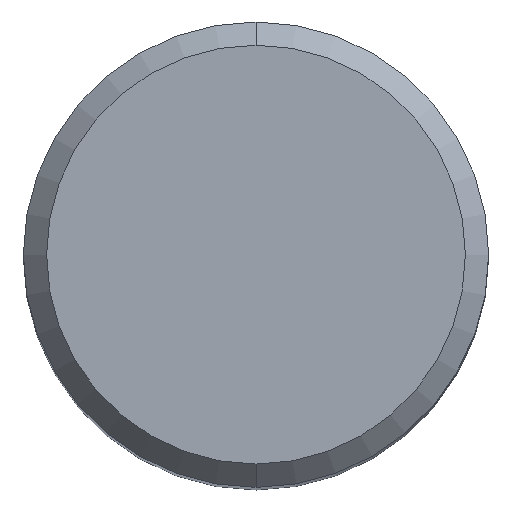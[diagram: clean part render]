
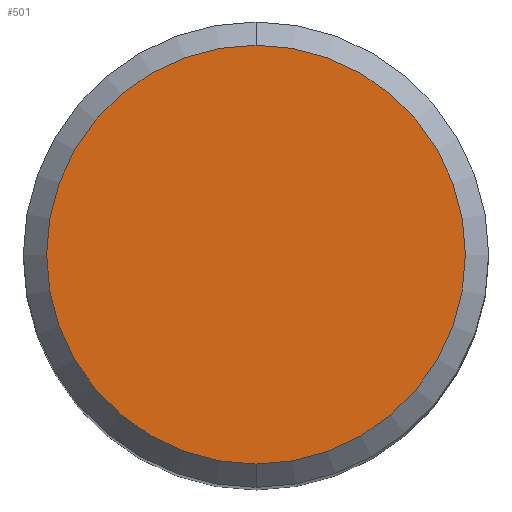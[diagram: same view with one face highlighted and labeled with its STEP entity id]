
A CAD part, top view. The second image highlights one B-rep face of the part: STEP entity #501.
In plain terms, the highlighted planar face has unit normal (0, 0, 1).
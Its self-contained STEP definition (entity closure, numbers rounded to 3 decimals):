
#377=VERTEX_POINT('',#976);
#501=ADVANCED_FACE('',(#1112),#1113,.T.);
#575=EDGE_CURVE('',#377,#819,#1196,.T.);
#773=EDGE_CURVE('',#819,#377,#1408,.T.);
#819=VERTEX_POINT('',#1461);
#976=CARTESIAN_POINT('',(0.0,9.0,0.0));
#1112=FACE_OUTER_BOUND('',#5407,.T.);
#1113=PLANE('',#5408);
#1196=CIRCLE('',#7253,9.0);
#1408=CIRCLE('',#8448,9.0);
#1461=CARTESIAN_POINT('',(0.,-9.0,0.0));
#5407=EDGE_LOOP('',(#10793,#10794));
#5408=AXIS2_PLACEMENT_3D('',#10795,#10796,#10797);
#7253=AXIS2_PLACEMENT_3D('',#10902,#10903,#10904);
#8448=AXIS2_PLACEMENT_3D('',#11093,#11094,#11095);
#10793=ORIENTED_EDGE('',*,*,#575,.F.);
#10794=ORIENTED_EDGE('',*,*,#773,.F.);
#10795=CARTESIAN_POINT('',(0.0,4.5,0.0));
#10796=DIRECTION('',(-0.0,0.0,1.0));
#10797=DIRECTION('',(0.0,-1.0,0.0));
#10902=CARTESIAN_POINT('',(0.0,0.0,0.0));
#10903=DIRECTION('',(0.0,0.0,-1.0));
#10904=DIRECTION('',(0.0,1.0,0.0));
#11093=CARTESIAN_POINT('',(0.0,0.0,0.0));
#11094=DIRECTION('',(0.0,0.0,-1.0));
#11095=DIRECTION('',(0.0,1.0,0.0));
